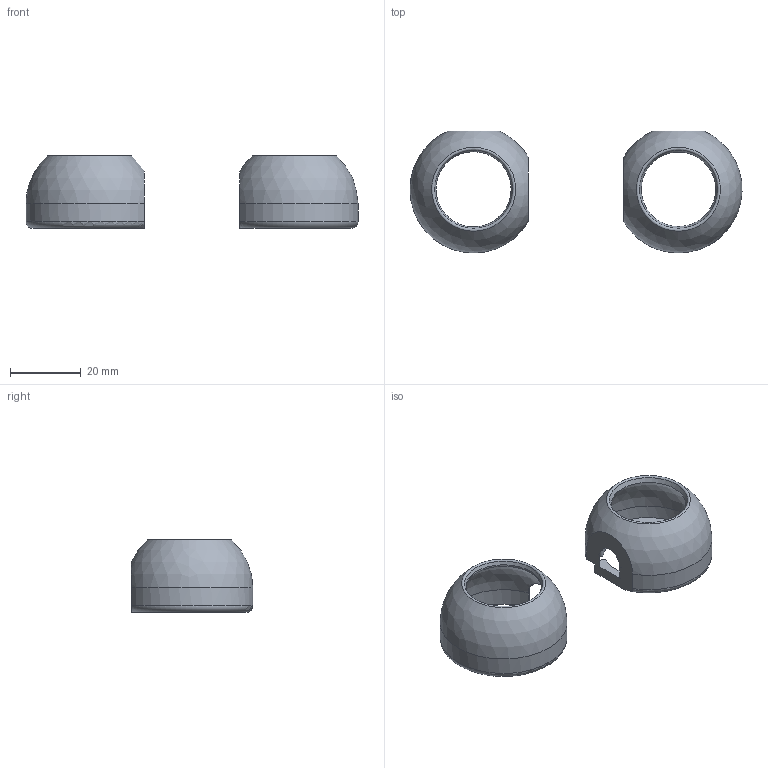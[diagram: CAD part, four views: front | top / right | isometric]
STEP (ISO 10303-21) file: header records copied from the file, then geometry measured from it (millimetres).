
FILE_DESCRIPTION(/* description */ (''),/* implementation_level */ '2;1');
FILE_NAME(/* name */ 'StampJoy_cover v10.step',/* time_stamp */ '2023-07-10T10:04:05+09:00',/* author */ (''),/* organization */ (''),/* preprocessor_version */ 'ST-DEVELOPER v19.2',/* originating_system */ 'Autodesk Translation Framework v12.6.0.85',/* authorisation */ '');
FILE_SCHEMA (('AUTOMOTIVE_DESIGN { 1 0 10303 214 3 1 1 }'));
Length unit declared in the file: millimetre
Products named in the file (1): StampJoy_cover
Bounding box: 93.99 x 34.5 x 20.64 mm (x, y, z)
Volume: 8881.1 mm3; surface area: 9600.3 mm2
Topology: 2 solids, 2 shells, 55 faces, 161 edges, 105 vertices
Faces by surface type: cylinder 22, plane 21, torus 6, sphere 4, cone 2
Full cylindrical faces by diameter (mm): 2 x4
Entity records: 1988 total; most frequent: CARTESIAN_POINT 406, DIRECTION 345, ORIENTED_EDGE 322, EDGE_CURVE 161, AXIS2_PLACEMENT_3D 135, VERTEX_POINT 105, CIRCLE 79, LINE 75
